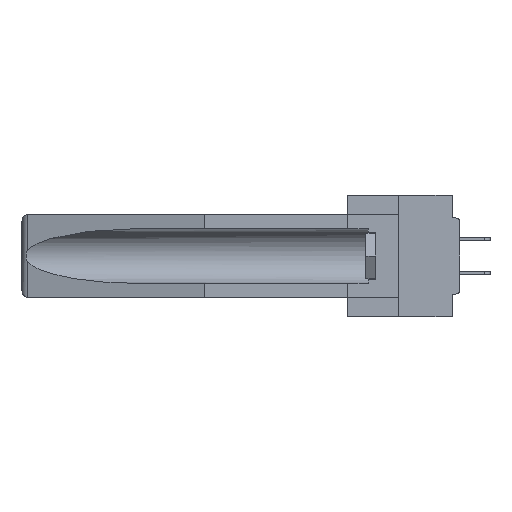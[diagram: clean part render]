
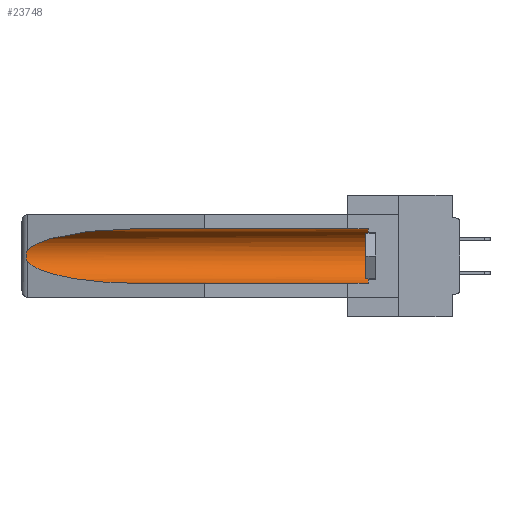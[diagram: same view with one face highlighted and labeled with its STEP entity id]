
A CAD part, left-side view. The second image highlights one B-rep face of the part: STEP entity #23748.
In plain terms, the highlighted cylindrical face has radius 2.857 mm (diameter 5.715 mm), a partial arc.
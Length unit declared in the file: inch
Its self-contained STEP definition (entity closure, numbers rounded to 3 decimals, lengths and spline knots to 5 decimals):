
#854 = CARTESIAN_POINT ( 'NONE',  ( 0.2675, 1.53308, -0.16763 ) ) ;
#1042 = CARTESIAN_POINT ( 'NONE',  ( 0.155, 0.126, -0.1715 ) ) ;
#3769 = CARTESIAN_POINT ( 'NONE',  ( 0.2673, 1.53269, -0.17917 ) ) ;
#4010 = CARTESIAN_POINT ( 'NONE',  ( 0.26654, 1.53092, -0.15636 ) ) ;
#5029 = CARTESIAN_POINT ( 'NONE',  ( 0.155, 1.07973, -0.284 ) ) ;
#5210 = CIRCLE ( 'NONE', #18134, 0.1125 ) ;
#5259 = EDGE_LOOP ( 'NONE', ( #23341, #14226, #15267, #25539, #25356, #13851 ) ) ;
#5557 = LINE ( 'NONE', #32825, #36101 ) ;
#5939 = CARTESIAN_POINT ( 'NONE',  ( 0.25451, 1.48313, -0.09465 ) ) ;
#7026 = VERTEX_POINT ( 'NONE', #18620 ) ;
#7073 = CARTESIAN_POINT ( 'NONE',  ( 0.155, -0.30754, -0.059 ) ) ;
#7575 = CARTESIAN_POINT ( 'NONE',  ( 0.155, 0.126, -0.059 ) ) ;
#7580 = VERTEX_POINT ( 'NONE', #11429 ) ;
#8463 = EDGE_CURVE ( 'NONE', #26291, #7026, #25270, .T. ) ;
#9205 = DIRECTION ( 'NONE',  ( 0., 0., 1. ) ) ;
#9268 = CARTESIAN_POINT ( 'NONE',  ( 0.26655, 1.53094, -0.18657 ) ) ;
#9643 = EDGE_CURVE ( 'NONE', #7580, #14170, #34053, .T. ) ;
#11429 = CARTESIAN_POINT ( 'NONE',  ( 0.26537, 1.52718, -0.19328 ) ) ;
#11931 =( BOUNDED_CURVE ( )  B_SPLINE_CURVE ( 3, ( #31643, #14451, #5939, #34325 ),
 .UNSPECIFIED., .F., .F. ) 
 B_SPLINE_CURVE_WITH_KNOTS ( ( 4, 4 ),
 ( 4.71239, 6.08839 ),
 .UNSPECIFIED. ) 
 CURVE ( )  GEOMETRIC_REPRESENTATION_ITEM ( )  RATIONAL_B_SPLINE_CURVE ( ( 1., 0.848, 0.848, 1. ) ) 
 REPRESENTATION_ITEM ( '' )  );
#12012 = CARTESIAN_POINT ( 'NONE',  ( 0.2673, 1.5327, -0.16383 ) ) ;
#12071 = DIRECTION ( 'NONE',  ( 0., 1., 0. ) ) ;
#13851 = ORIENTED_EDGE ( 'NONE', *, *, #8463, .T. ) ;
#14170 = VERTEX_POINT ( 'NONE', #5029 ) ;
#14226 = ORIENTED_EDGE ( 'NONE', *, *, #29844, .T. ) ;
#14451 = CARTESIAN_POINT ( 'NONE',  ( 0.21114, 1.30732, -0.059 ) ) ;
#14914 = CARTESIAN_POINT ( 'NONE',  ( 0.2675, 1.53308, -0.17534 ) ) ;
#15135 = CARTESIAN_POINT ( 'NONE',  ( 0.26537, 1.52718, -0.14972 ) ) ;
#15267 = ORIENTED_EDGE ( 'NONE', *, *, #9643, .T. ) ;
#15770 = CARTESIAN_POINT ( 'NONE',  ( 0.21114, 1.30732, -0.284 ) ) ;
#16244 = VERTEX_POINT ( 'NONE', #15135 ) ;
#17783 = CARTESIAN_POINT ( 'NONE',  ( 0.26537, 1.52718, -0.19328 ) ) ;
#18134 = AXIS2_PLACEMENT_3D ( 'NONE', #1042, #23978, #9205 ) ;
#18620 = CARTESIAN_POINT ( 'NONE',  ( 0.155, 1.07973, -0.059 ) ) ;
#18756 = EDGE_CURVE ( 'NONE', #20908, #14170, #5557, .T. ) ;
#20908 = VERTEX_POINT ( 'NONE', #26523 ) ;
#21167 = CARTESIAN_POINT ( 'NONE',  ( 0.26537, 1.52718, -0.14972 ) ) ;
#21274 = AXIS2_PLACEMENT_3D ( 'NONE', #29284, #12071, #32158 ) ;
#21370 = DIRECTION ( 'NONE',  ( 0., 1., 0. ) ) ;
#23341 = ORIENTED_EDGE ( 'NONE', *, *, #35133, .T. ) ;
#23702 = EDGE_CURVE ( 'NONE', #20908, #26291, #5210, .T. ) ;
#23748 = ADVANCED_FACE ( 'NONE', ( #27616 ), #36189, .F. ) ;
#23978 = DIRECTION ( 'NONE',  ( 0., -1., 0. ) ) ;
#23999 = DIRECTION ( 'NONE',  ( 0., 1., 0. ) ) ;
#25270 = LINE ( 'NONE', #7073, #25711 ) ;
#25356 = ORIENTED_EDGE ( 'NONE', *, *, #23702, .T. ) ;
#25539 = ORIENTED_EDGE ( 'NONE', *, *, #18756, .F. ) ;
#25711 = VECTOR ( 'NONE', #21370, 39.37008 ) ;
#26291 = VERTEX_POINT ( 'NONE', #7575 ) ;
#26523 = CARTESIAN_POINT ( 'NONE',  ( 0.155, 0.126, -0.284 ) ) ;
#26903 = B_SPLINE_CURVE_WITH_KNOTS ( 'NONE', 3,
 ( #21167, #35374, #4010, #12012, #854, #14914, #3769, #9268, #35018, #17783 ),
 .UNSPECIFIED., .F., .F.,
 ( 4, 2, 2, 2, 4 ),
 ( 0., 0.00029, 0.00058, 0.00087, 0.00117 ),
 .UNSPECIFIED. ) ;
#27616 = FACE_OUTER_BOUND ( 'NONE', #5259, .T. ) ;
#29284 = CARTESIAN_POINT ( 'NONE',  ( 0.155, -0.30754, -0.1715 ) ) ;
#29844 = EDGE_CURVE ( 'NONE', #16244, #7580, #26903, .T. ) ;
#31382 = CARTESIAN_POINT ( 'NONE',  ( 0.26537, 1.52718, -0.19328 ) ) ;
#31643 = CARTESIAN_POINT ( 'NONE',  ( 0.155, 1.07973, -0.059 ) ) ;
#32158 = DIRECTION ( 'NONE',  ( 0., 0., 1. ) ) ;
#32825 = CARTESIAN_POINT ( 'NONE',  ( 0.155, -0.30754, -0.284 ) ) ;
#33948 = CARTESIAN_POINT ( 'NONE',  ( 0.155, 1.07973, -0.284 ) ) ;
#34053 =( BOUNDED_CURVE ( )  B_SPLINE_CURVE ( 3, ( #31382, #34301, #15770, #33948 ),
 .UNSPECIFIED., .F., .F. ) 
 B_SPLINE_CURVE_WITH_KNOTS ( ( 4, 4 ),
 ( 0.1948, 1.5708 ),
 .UNSPECIFIED. ) 
 CURVE ( )  GEOMETRIC_REPRESENTATION_ITEM ( )  RATIONAL_B_SPLINE_CURVE ( ( 1., 0.848, 0.848, 1. ) ) 
 REPRESENTATION_ITEM ( '' )  );
#34301 = CARTESIAN_POINT ( 'NONE',  ( 0.25451, 1.48313, -0.24835 ) ) ;
#34325 = CARTESIAN_POINT ( 'NONE',  ( 0.26537, 1.52718, -0.14972 ) ) ;
#35018 = CARTESIAN_POINT ( 'NONE',  ( 0.26597, 1.5296, -0.19026 ) ) ;
#35133 = EDGE_CURVE ( 'NONE', #7026, #16244, #11931, .T. ) ;
#35374 = CARTESIAN_POINT ( 'NONE',  ( 0.26597, 1.52961, -0.15275 ) ) ;
#36101 = VECTOR ( 'NONE', #23999, 39.37008 ) ;
#36189 = CYLINDRICAL_SURFACE ( 'NONE', #21274, 0.1125 ) ;
